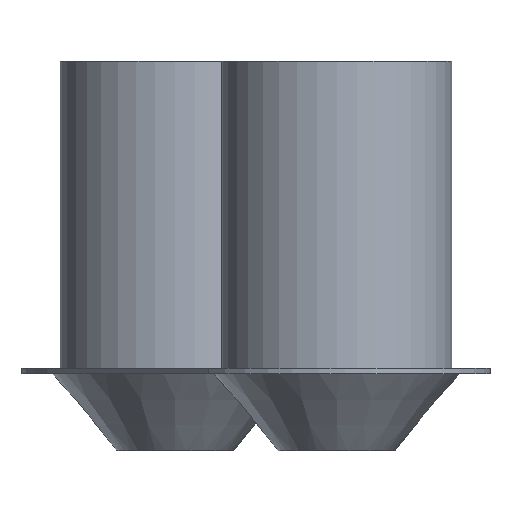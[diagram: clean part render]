
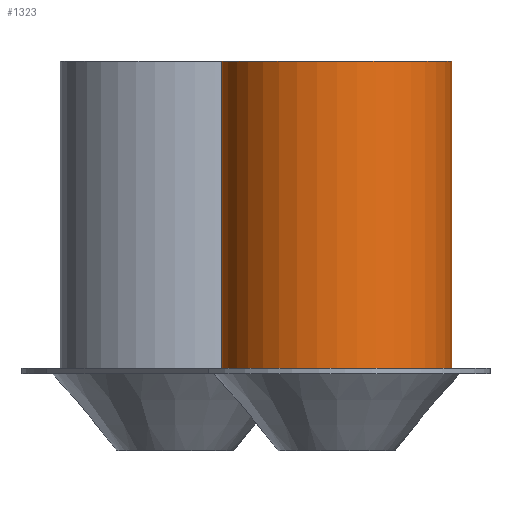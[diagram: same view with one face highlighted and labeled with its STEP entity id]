
A CAD part, left-side view. The second image highlights one B-rep face of the part: STEP entity #1323.
In plain terms, the highlighted cylindrical face has radius 3.81 mm (diameter 7.62 mm), a full revolution.
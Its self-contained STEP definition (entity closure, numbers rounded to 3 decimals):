
#73 = PLANE('',#74);
#74 = AXIS2_PLACEMENT_3D('',#75,#76,#77);
#75 = CARTESIAN_POINT('',(4.064,2.667,0.18));
#76 = DIRECTION('',(0.,0.,1.));
#77 = DIRECTION('',(1.,0.,0.));
#743 = EDGE_CURVE('',#744,#744,#746,.T.);
#744 = VERTEX_POINT('',#745);
#745 = CARTESIAN_POINT('',(3.81,0.,0.18));
#746 = SURFACE_CURVE('',#747,(#752,#759),.PCURVE_S1.);
#747 = CIRCLE('',#748,3.81);
#748 = AXIS2_PLACEMENT_3D('',#749,#750,#751);
#749 = CARTESIAN_POINT('',(0.,0.,0.18));
#750 = DIRECTION('',(0.,0.,1.));
#751 = DIRECTION('',(1.,0.,0.));
#752 = PCURVE('',#73,#753);
#753 = DEFINITIONAL_REPRESENTATION('',(#754),#758);
#754 = CIRCLE('',#755,3.81);
#755 = AXIS2_PLACEMENT_2D('',#756,#757);
#756 = CARTESIAN_POINT('',(-4.064,-2.667));
#757 = DIRECTION('',(1.,0.));
#758 = ( GEOMETRIC_REPRESENTATION_CONTEXT(2) 
PARAMETRIC_REPRESENTATION_CONTEXT() REPRESENTATION_CONTEXT('2D SPACE',''
  ) );
#759 = PCURVE('',#760,#765);
#760 = CYLINDRICAL_SURFACE('',#761,3.81);
#761 = AXIS2_PLACEMENT_3D('',#762,#763,#764);
#762 = CARTESIAN_POINT('',(0.,0.,0.18));
#763 = DIRECTION('',(-0.,-0.,-1.));
#764 = DIRECTION('',(1.,0.,0.));
#765 = DEFINITIONAL_REPRESENTATION('',(#766),#770);
#766 = LINE('',#767,#768);
#767 = CARTESIAN_POINT('',(-0.,0.));
#768 = VECTOR('',#769,1.);
#769 = DIRECTION('',(-1.,0.));
#770 = ( GEOMETRIC_REPRESENTATION_CONTEXT(2) 
PARAMETRIC_REPRESENTATION_CONTEXT() REPRESENTATION_CONTEXT('2D SPACE',''
  ) );
#1323 = ADVANCED_FACE('',(#1324),#760,.T.);
#1324 = FACE_BOUND('',#1325,.F.);
#1325 = EDGE_LOOP('',(#1326,#1349,#1376,#1377));
#1326 = ORIENTED_EDGE('',*,*,#1327,.T.);
#1327 = EDGE_CURVE('',#744,#1328,#1330,.T.);
#1328 = VERTEX_POINT('',#1329);
#1329 = CARTESIAN_POINT('',(3.81,0.,10.34));
#1330 = SEAM_CURVE('',#1331,(#1335,#1342),.PCURVE_S1.);
#1331 = LINE('',#1332,#1333);
#1332 = CARTESIAN_POINT('',(3.81,0.,0.18));
#1333 = VECTOR('',#1334,1.);
#1334 = DIRECTION('',(0.,0.,1.));
#1335 = PCURVE('',#760,#1336);
#1336 = DEFINITIONAL_REPRESENTATION('',(#1337),#1341);
#1337 = LINE('',#1338,#1339);
#1338 = CARTESIAN_POINT('',(-0.,0.));
#1339 = VECTOR('',#1340,1.);
#1340 = DIRECTION('',(-0.,-1.));
#1341 = ( GEOMETRIC_REPRESENTATION_CONTEXT(2) 
PARAMETRIC_REPRESENTATION_CONTEXT() REPRESENTATION_CONTEXT('2D SPACE',''
  ) );
#1342 = PCURVE('',#760,#1343);
#1343 = DEFINITIONAL_REPRESENTATION('',(#1344),#1348);
#1344 = LINE('',#1345,#1346);
#1345 = CARTESIAN_POINT('',(-6.283,0.));
#1346 = VECTOR('',#1347,1.);
#1347 = DIRECTION('',(-0.,-1.));
#1348 = ( GEOMETRIC_REPRESENTATION_CONTEXT(2) 
PARAMETRIC_REPRESENTATION_CONTEXT() REPRESENTATION_CONTEXT('2D SPACE',''
  ) );
#1349 = ORIENTED_EDGE('',*,*,#1350,.T.);
#1350 = EDGE_CURVE('',#1328,#1328,#1351,.T.);
#1351 = SURFACE_CURVE('',#1352,(#1357,#1364),.PCURVE_S1.);
#1352 = CIRCLE('',#1353,3.81);
#1353 = AXIS2_PLACEMENT_3D('',#1354,#1355,#1356);
#1354 = CARTESIAN_POINT('',(0.,0.,10.34));
#1355 = DIRECTION('',(0.,0.,1.));
#1356 = DIRECTION('',(1.,0.,0.));
#1357 = PCURVE('',#760,#1358);
#1358 = DEFINITIONAL_REPRESENTATION('',(#1359),#1363);
#1359 = LINE('',#1360,#1361);
#1360 = CARTESIAN_POINT('',(-0.,-10.16));
#1361 = VECTOR('',#1362,1.);
#1362 = DIRECTION('',(-1.,0.));
#1363 = ( GEOMETRIC_REPRESENTATION_CONTEXT(2) 
PARAMETRIC_REPRESENTATION_CONTEXT() REPRESENTATION_CONTEXT('2D SPACE',''
  ) );
#1364 = PCURVE('',#1365,#1370);
#1365 = PLANE('',#1366);
#1366 = AXIS2_PLACEMENT_3D('',#1367,#1368,#1369);
#1367 = CARTESIAN_POINT('',(4.064,2.667,10.34));
#1368 = DIRECTION('',(0.,0.,1.));
#1369 = DIRECTION('',(1.,0.,0.));
#1370 = DEFINITIONAL_REPRESENTATION('',(#1371),#1375);
#1371 = CIRCLE('',#1372,3.81);
#1372 = AXIS2_PLACEMENT_2D('',#1373,#1374);
#1373 = CARTESIAN_POINT('',(-4.064,-2.667));
#1374 = DIRECTION('',(1.,0.));
#1375 = ( GEOMETRIC_REPRESENTATION_CONTEXT(2) 
PARAMETRIC_REPRESENTATION_CONTEXT() REPRESENTATION_CONTEXT('2D SPACE',''
  ) );
#1376 = ORIENTED_EDGE('',*,*,#1327,.F.);
#1377 = ORIENTED_EDGE('',*,*,#743,.F.);
